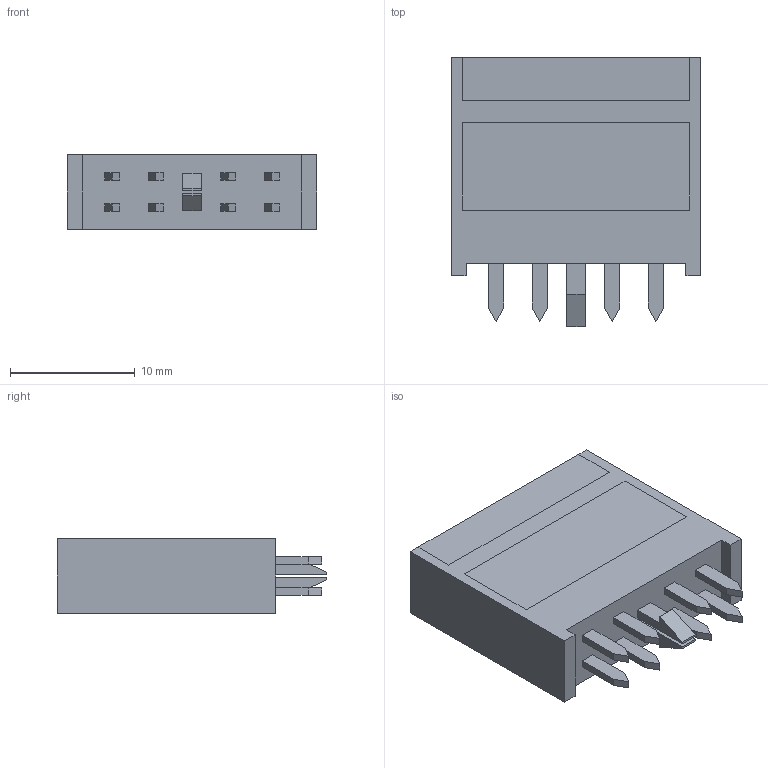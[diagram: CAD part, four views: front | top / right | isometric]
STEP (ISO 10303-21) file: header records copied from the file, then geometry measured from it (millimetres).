
FILE_DESCRIPTION (( 'STEP AP214' ), '1' );
FILE_NAME ('178.6165.0002.STEP', '2021-07-14T06:09:18', ( '' ), ( '' ), 'SwSTEP 2.0', 'SolidWorks 2018', '' );
FILE_SCHEMA (( 'AUTOMOTIVE_DESIGN' ));
Length unit declared in the file: millimetre
Products named in the file (1): 178.6165.0002
Bounding box: 20 x 21.6 x 6 mm (x, y, z)
Volume: 786.8 mm3; surface area: 1986.8 mm2
Topology: 11 solids, 11 shells, 155 faces, 390 edges, 260 vertices
Faces by surface type: plane 151, cylinder 4
Entity records: 6377 total; most frequent: CARTESIAN_POINT 854, ORIENTED_EDGE 780, DIRECTION 690, EDGE_CURVE 390, LINE 370, VECTOR 370, VERTEX_POINT 260, UNCERTAINTY_MEASURE_WITH_UNIT 168
